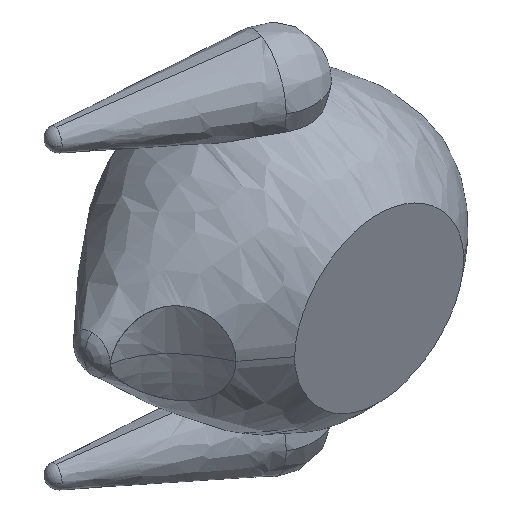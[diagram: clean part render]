
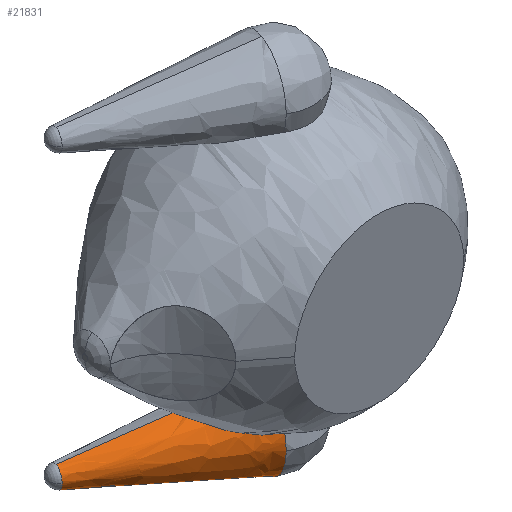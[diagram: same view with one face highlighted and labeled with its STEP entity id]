
A CAD part, isometric view. The second image highlights one B-rep face of the part: STEP entity #21831.
In plain terms, the highlighted free-form (B-spline) face has degree [2, 1] with [5, 2] control points.
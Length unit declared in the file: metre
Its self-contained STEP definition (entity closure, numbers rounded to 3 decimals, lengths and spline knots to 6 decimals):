
#20816=CARTESIAN_POINT(' ',(-0.193332,0.070367,-0.165357));
#20821=DIRECTION(' ',(0.923,-0.336,0.187));
#20826=VECTOR(' ',#20821,1.);
#20831=LINE('',#20816,#20826);
#20836=CARTESIAN_POINT(' ',(-0.193332,0.070367,-0.165357));
#20837=VERTEX_POINT(' ',#20836);
#20841=CARTESIAN_POINT(' ',(-0.07224,0.026293,-0.14076));
#20842=VERTEX_POINT(' ',#20841);
#20846=EDGE_CURVE(' ',#20837,#20842,#20831,.T.);
#21216=CARTESIAN_POINT(' ',(-0.009547,0.003475,-0.227574));
#21217=VERTEX_POINT(' ',#21216);
#21231=CARTESIAN_POINT(' ',(-0.009547,0.003475,-0.227574));
#21236=DIRECTION(' ',(-0.923,0.336,0.187));
#21241=VECTOR(' ',#21236,1.);
#21246=LINE('',#21231,#21241);
#21251=CARTESIAN_POINT(' ',(-0.193332,0.070367,-0.190243));
#21252=VERTEX_POINT(' ',#21251);
#21256=EDGE_CURVE(' ',#21217,#21252,#21246,.T.);
#21356=CARTESIAN_POINT(' ',(-0.193332,0.070367,-0.165357));
#21361=CARTESIAN_POINT(' ',(-0.009547,0.003475,-0.128026));
#21366=CARTESIAN_POINT(' ',(-0.197588,0.058674,-0.165357));
#21371=CARTESIAN_POINT(' ',(-0.02657,-0.043297,-0.128026));
#21376=CARTESIAN_POINT(' ',(-0.197588,0.058674,-0.1778));
#21381=CARTESIAN_POINT(' ',(-0.02657,-0.043297,-0.1778));
#21386=CARTESIAN_POINT(' ',(-0.197588,0.058674,-0.190243));
#21391=CARTESIAN_POINT(' ',(-0.02657,-0.043297,-0.227574));
#21396=CARTESIAN_POINT(' ',(-0.193332,0.070367,-0.190243));
#21401=CARTESIAN_POINT(' ',(-0.009547,0.003475,-0.227574));
#21406=(BOUNDED_SURFACE()B_SPLINE_SURFACE(2,1,((#21356,#21361),(#21366,#21371),(#21376,#21381),(#21386,#21391),(#21396,#21401)),.UNSPECIFIED.,.F.,.F.,.U.)B_SPLINE_SURFACE_WITH_KNOTS((3,2,3),(2,2),(3.141593,4.712389,6.283185),(0.,0.195581),.UNSPECIFIED.)GEOMETRIC_REPRESENTATION_ITEM()RATIONAL_B_SPLINE_SURFACE(((1.,1.),(0.707,0.707),(1.,1.),(0.707,0.707),(1.,1.)))REPRESENTATION_ITEM(' ')SURFACE());
#21411=CARTESIAN_POINT(' ',(-0.193332,0.070367,-0.1778));
#21416=DIRECTION(' ',(0.94,-0.342,0.));
#21421=DIRECTION(' ',(0.,0.,1.));
#21426=AXIS2_PLACEMENT_3D(' ',#21411,#21416,#21421);
#21431=CIRCLE('',#21426,0.012443);
#21436=CARTESIAN_POINT(' ',(-0.197588,0.058674,-0.1778));
#21437=VERTEX_POINT(' ',#21436);
#21441=EDGE_CURVE(' ',#20837,#21437,#21431,.T.);
#21446=ORIENTED_EDGE(' ',*,*,#21441,.T.);
#21451=CARTESIAN_POINT(' ',(-0.193332,0.070367,-0.1778));
#21456=DIRECTION(' ',(0.94,-0.342,0.));
#21461=DIRECTION(' ',(-0.342,-0.94,0.));
#21466=AXIS2_PLACEMENT_3D(' ',#21451,#21456,#21461);
#21471=CIRCLE('',#21466,0.012443);
#21476=EDGE_CURVE(' ',#21437,#21252,#21471,.T.);
#21481=ORIENTED_EDGE(' ',*,*,#21476,.T.);
#21486=ORIENTED_EDGE(' ',*,*,#21256,.F.);
#21491=CARTESIAN_POINT(' ',(-0.009547,0.003475,-0.1778));
#21496=DIRECTION(' ',(-0.94,0.342,0.));
#21501=DIRECTION(' ',(0.,0.,-1.));
#21506=AXIS2_PLACEMENT_3D(' ',#21491,#21496,#21501);
#21511=CIRCLE('',#21506,0.049774);
#21516=CARTESIAN_POINT(' ',(-0.026571,-0.043297,-0.1778));
#21517=VERTEX_POINT(' ',#21516);
#21521=EDGE_CURVE(' ',#21217,#21517,#21511,.T.);
#21526=ORIENTED_EDGE(' ',*,*,#21521,.T.);
#21531=CARTESIAN_POINT(' ',(-0.009556,0.003476,-0.177799));
#21536=DIRECTION(' ',(-0.94,0.342,0.));
#21541=DIRECTION(' ',(-0.342,-0.94,0.));
#21546=AXIS2_PLACEMENT_3D(' ',#21531,#21536,#21541);
#21551=CIRCLE('',#21546,0.049771);
#21556=CARTESIAN_POINT(' ',(-0.024613,-0.037918,-0.154625));
#21557=VERTEX_POINT(' ',#21556);
#21561=EDGE_CURVE(' ',#21517,#21557,#21551,.T.);
#21566=ORIENTED_EDGE(' ',*,*,#21561,.T.);
#21571=CARTESIAN_POINT(' ',(-0.024613,-0.037918,-0.154625));
#21576=CARTESIAN_POINT(' ',(-0.027904,-0.03581,-0.154563));
#21581=CARTESIAN_POINT(' ',(-0.030625,-0.033987,-0.154394));
#21586=CARTESIAN_POINT(' ',(-0.033037,-0.032322,-0.154186));
#21591=CARTESIAN_POINT(' ',(-0.035931,-0.030323,-0.153937));
#21596=CARTESIAN_POINT(' ',(-0.038456,-0.028489,-0.153609));
#21601=CARTESIAN_POINT(' ',(-0.040566,-0.026904,-0.15329));
#21606=CARTESIAN_POINT(' ',(-0.043098,-0.025001,-0.152908));
#21611=CARTESIAN_POINT(' ',(-0.045202,-0.023328,-0.152506));
#21616=CARTESIAN_POINT(' ',(-0.04708,-0.02178,-0.152111));
#21621=CARTESIAN_POINT(' ',(-0.049332,-0.019923,-0.151637));
#21626=CARTESIAN_POINT(' ',(-0.051262,-0.01823,-0.151157));
#21631=CARTESIAN_POINT(' ',(-0.052993,-0.016635,-0.150691));
#21636=CARTESIAN_POINT(' ',(-0.055071,-0.014721,-0.150131));
#21641=CARTESIAN_POINT(' ',(-0.056875,-0.01293,-0.149578));
#21646=CARTESIAN_POINT(' ',(-0.058455,-0.011259,-0.149056));
#21651=CARTESIAN_POINT(' ',(-0.060352,-0.009253,-0.148429));
#21656=CARTESIAN_POINT(' ',(-0.061967,-0.007382,-0.147835));
#21661=CARTESIAN_POINT(' ',(-0.063376,-0.005604,-0.147278));
#21666=CARTESIAN_POINT(' ',(-0.064728,-0.003897,-0.146743));
#21671=CARTESIAN_POINT(' ',(-0.065895,-0.002277,-0.146242));
#21676=CARTESIAN_POINT(' ',(-0.066911,-0.00072,-0.145774));
#21681=CARTESIAN_POINT(' ',(-0.067887,0.000774,-0.145325));
#21686=CARTESIAN_POINT(' ',(-0.068727,0.002207,-0.14491));
#21691=CARTESIAN_POINT(' ',(-0.069452,0.003588,-0.144524));
#21696=CARTESIAN_POINT(' ',(-0.070147,0.004914,-0.144154));
#21701=CARTESIAN_POINT(' ',(-0.070728,0.006167,-0.143821));
#21706=CARTESIAN_POINT(' ',(-0.071242,0.007443,-0.143499));
#21711=CARTESIAN_POINT(' ',(-0.071859,0.008975,-0.143113));
#21716=CARTESIAN_POINT(' ',(-0.072353,0.010501,-0.142759));
#21721=CARTESIAN_POINT(' ',(-0.072695,0.011848,-0.142473));
#21726=CARTESIAN_POINT(' ',(-0.073091,0.013405,-0.142142));
#21731=CARTESIAN_POINT(' ',(-0.073339,0.014854,-0.141871));
#21736=CARTESIAN_POINT(' ',(-0.073468,0.016256,-0.141643));
#21741=CARTESIAN_POINT(' ',(-0.073597,0.017657,-0.141415));
#21746=CARTESIAN_POINT(' ',(-0.073615,0.019016,-0.141232));
#21751=CARTESIAN_POINT(' ',(-0.073511,0.020373,-0.141088));
#21756=CARTESIAN_POINT(' ',(-0.073407,0.021731,-0.140945));
#21761=CARTESIAN_POINT(' ',(-0.073182,0.023061,-0.14085));
#21766=CARTESIAN_POINT(' ',(-0.07287,0.024267,-0.140802));
#21771=CARTESIAN_POINT(' ',(-0.072742,0.024761,-0.140782));
#21776=CARTESIAN_POINT(' ',(-0.072609,0.025203,-0.140771));
#21781=CARTESIAN_POINT(' ',(-0.072474,0.025616,-0.140765));
#21786=CARTESIAN_POINT(' ',(-0.072403,0.025832,-0.140762));
#21791=CARTESIAN_POINT(' ',(-0.072327,0.026051,-0.14076));
#21796=CARTESIAN_POINT(' ',(-0.07224,0.026293,-0.14076));
#21801=B_SPLINE_CURVE_WITH_KNOTS('',3,(#21571,#21576,#21581,#21586,#21591,#21596,#21601,#21606,#21611,#21616,#21621,#21626,#21631,#21636,#21641,#21646,#21651,#21656,#21661,#21666,#21671,#21676,#21681,#21686,#21691,#21696,#21701,#21706,#21711,#21716,#21721,#21726,#21731,#21736,#21741,#21746,#21751,#21756,#21761,#21766,#21771,#21776,#21781,#21786,#21791,#21796),.UNSPECIFIED.,.F.,.U.,(4,3,3,3,3,3,3,3,3,3,3,3,3,3,3,4),(0.,0.032768,0.07209,0.119276,0.175899,0.243846,0.325384,0.403659,0.478804,0.550943,0.63751,0.73751,0.83751,0.93751,0.97847,1.),.UNSPECIFIED.);
#21806=EDGE_CURVE(' ',#21557,#20842,#21801,.T.);
#21811=ORIENTED_EDGE(' ',*,*,#21806,.T.);
#21816=ORIENTED_EDGE(' ',*,*,#20846,.F.);
#21821=EDGE_LOOP(' ',(#21446,#21481,#21486,#21526,#21566,#21811,#21816));
#21826=FACE_OUTER_BOUND(' ',#21821,.T.);
#21831=ADVANCED_FACE('',(#21826),#21406,.T.);
